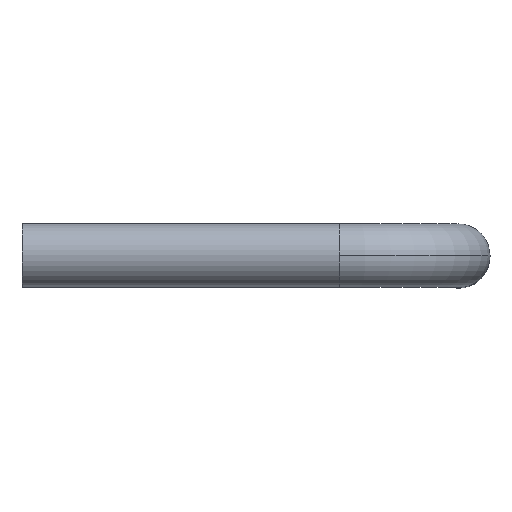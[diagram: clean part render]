
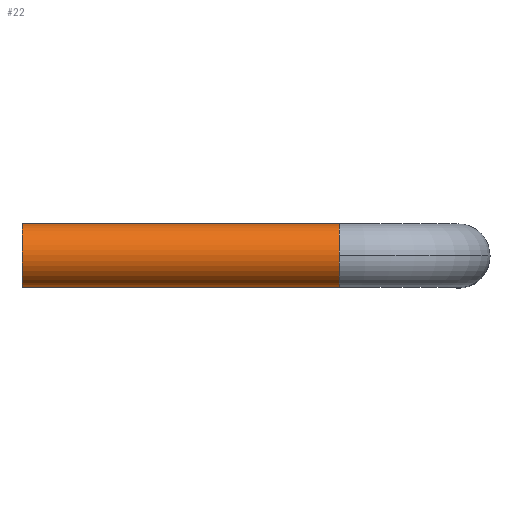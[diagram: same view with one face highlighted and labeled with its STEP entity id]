
A CAD part, top view. The second image highlights one B-rep face of the part: STEP entity #22.
In plain terms, the highlighted cylindrical face has radius 0.4 mm (diameter 0.8 mm), a partial arc.
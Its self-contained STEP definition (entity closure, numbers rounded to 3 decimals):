
#2 = CARTESIAN_POINT ( 'NONE',  ( -5.5, 0., 8. ) ) ;
#10 = CARTESIAN_POINT ( 'NONE',  ( -5.5, 0.4, 8. ) ) ;
#17 = CARTESIAN_POINT ( 'NONE',  ( -1.5, 0.4, 8. ) ) ;
#20 = CIRCLE ( 'NONE', #219, 0.4 ) ;
#21 = VERTEX_POINT ( 'NONE', #201 ) ;
#22 = ADVANCED_FACE ( 'NONE', ( #45 ), #26, .T. ) ;
#26 = CYLINDRICAL_SURFACE ( 'NONE', #112, 0.4 ) ;
#40 = CIRCLE ( 'NONE', #159, 0.4 ) ;
#45 = FACE_OUTER_BOUND ( 'NONE', #131, .T. ) ;
#47 = DIRECTION ( 'NONE',  ( -1., 0., 0. ) ) ;
#59 = LINE ( 'NONE', #234, #281 ) ;
#61 = CARTESIAN_POINT ( 'NONE',  ( -1.5, 0., 8. ) ) ;
#68 = EDGE_CURVE ( 'NONE', #168, #240, #40, .T. ) ;
#71 = DIRECTION ( 'NONE',  ( -1., 0., 0. ) ) ;
#73 = ORIENTED_EDGE ( 'NONE', *, *, #116, .F. ) ;
#78 = CARTESIAN_POINT ( 'NONE',  ( -1.5, 0., 8. ) ) ;
#84 = ORIENTED_EDGE ( 'NONE', *, *, #94, .T. ) ;
#94 = EDGE_CURVE ( 'NONE', #240, #263, #266, .T. ) ;
#109 = CIRCLE ( 'NONE', #267, 0.4 ) ;
#112 = AXIS2_PLACEMENT_3D ( 'NONE', #61, #193, #156 ) ;
#116 = EDGE_CURVE ( 'NONE', #244, #263, #20, .T. ) ;
#119 = CARTESIAN_POINT ( 'NONE',  ( -1.5, 0.4, 8. ) ) ;
#128 = DIRECTION ( 'NONE',  ( -1., 0., 0. ) ) ;
#131 = EDGE_LOOP ( 'NONE', ( #233, #134, #84, #73, #272 ) ) ;
#134 = ORIENTED_EDGE ( 'NONE', *, *, #68, .T. ) ;
#148 = DIRECTION ( 'NONE',  ( -1., 0., 0. ) ) ;
#156 = DIRECTION ( 'NONE',  ( 0., -1., 0. ) ) ;
#159 = AXIS2_PLACEMENT_3D ( 'NONE', #78, #128, #276 ) ;
#161 = VECTOR ( 'NONE', #178, 1000. ) ;
#162 = DIRECTION ( 'NONE',  ( 0., 0., 1. ) ) ;
#168 = VERTEX_POINT ( 'NONE', #213 ) ;
#178 = DIRECTION ( 'NONE',  ( -1., 0., 0. ) ) ;
#190 = CARTESIAN_POINT ( 'NONE',  ( -5.5, -0.4, 8. ) ) ;
#193 = DIRECTION ( 'NONE',  ( -1., 0., 0. ) ) ;
#197 = EDGE_CURVE ( 'NONE', #21, #244, #59, .T. ) ;
#201 = CARTESIAN_POINT ( 'NONE',  ( -1.5, -0.4, 8. ) ) ;
#213 = CARTESIAN_POINT ( 'NONE',  ( -1.5, 0., 8.4 ) ) ;
#219 = AXIS2_PLACEMENT_3D ( 'NONE', #2, #47, #162 ) ;
#233 = ORIENTED_EDGE ( 'NONE', *, *, #241, .T. ) ;
#234 = CARTESIAN_POINT ( 'NONE',  ( -1.5, -0.4, 8. ) ) ;
#240 = VERTEX_POINT ( 'NONE', #119 ) ;
#241 = EDGE_CURVE ( 'NONE', #21, #168, #109, .T. ) ;
#244 = VERTEX_POINT ( 'NONE', #190 ) ;
#263 = VERTEX_POINT ( 'NONE', #10 ) ;
#266 = LINE ( 'NONE', #17, #161 ) ;
#267 = AXIS2_PLACEMENT_3D ( 'NONE', #270, #148, #273 ) ;
#270 = CARTESIAN_POINT ( 'NONE',  ( -1.5, 0., 8. ) ) ;
#272 = ORIENTED_EDGE ( 'NONE', *, *, #197, .F. ) ;
#273 = DIRECTION ( 'NONE',  ( 0., 0., 1. ) ) ;
#276 = DIRECTION ( 'NONE',  ( 0., 0., 1. ) ) ;
#281 = VECTOR ( 'NONE', #71, 1000. ) ;
